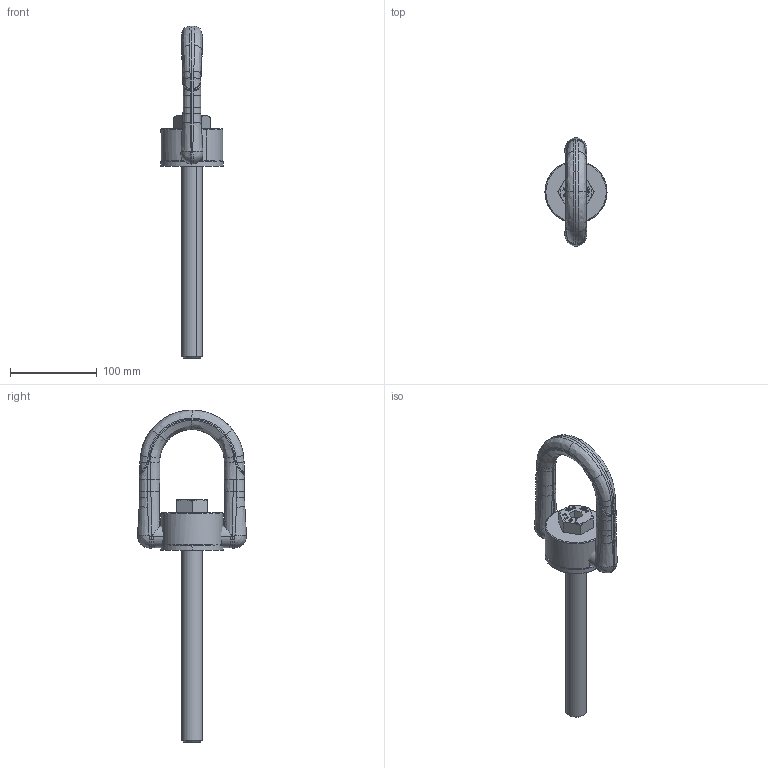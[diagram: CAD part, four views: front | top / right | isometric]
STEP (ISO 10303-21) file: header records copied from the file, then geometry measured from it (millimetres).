
FILE_DESCRIPTION(('CATIA V5 STEP Exchange'),'2;1');
FILE_NAME('8-231-050_265L.stp','2017-09-25T06:57:56+00:00',('none'),('none'),'CATIA Version 5 Release 21 GA (IN-10)','CATIA V5 STEP AP203','none');
FILE_SCHEMA(('CONFIG_CONTROL_DESIGN'));
Products named in the file (1): YK8231-050A
Assembly tree (3 placements, depth 2):
  YK8231-050A
    #58
    #14537
    #35609
Bounding box: 71.5 x 125.47 x 382.67 mm (x, y, z)
Volume: 482160.3 mm3; surface area: 77033.2 mm2
Topology: 3 solids, 6 shells, 821 faces, 2158 edges, 1368 vertices
Faces by surface type: plane 484, bspline 232, cylinder 70, torus 19, cone 14, revolution 2
Entity records: 40548 total; most frequent: CARTESIAN_POINT 22581, ORIENTED_EDGE 4316, DIRECTION 2564, EDGE_CURVE 2158, VECTOR 1381, LINE 1381, VERTEX_POINT 1368, EDGE_LOOP 842
